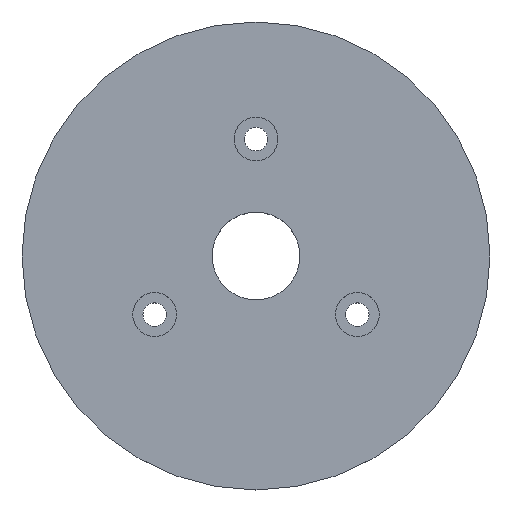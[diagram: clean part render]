
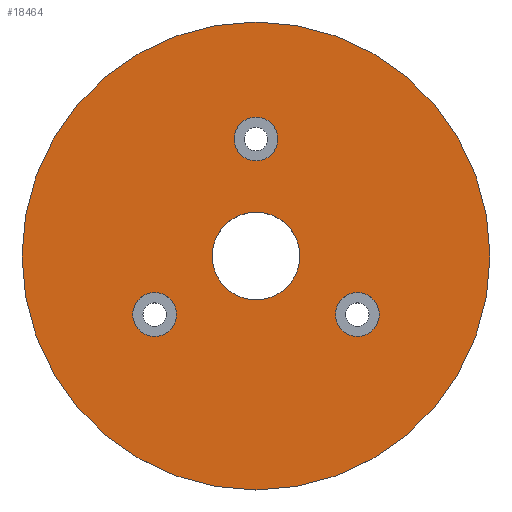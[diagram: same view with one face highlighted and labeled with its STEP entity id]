
A CAD part, top view. The second image highlights one B-rep face of the part: STEP entity #18464.
In plain terms, the highlighted planar face has unit normal (0, 0, 1).
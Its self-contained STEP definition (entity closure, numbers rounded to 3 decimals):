
#152 = AXIS2_PLACEMENT_3D ( 'NONE', #8727, #16242, #14545 ) ;
#497 = VERTEX_POINT ( 'NONE', #8363 ) ;
#553 = EDGE_CURVE ( 'NONE', #3706, #17369, #6892, .T. ) ;
#722 = DIRECTION ( 'NONE',  ( 0., 0., 1. ) ) ;
#780 = CIRCLE ( 'NONE', #8448, 3.75 ) ;
#1057 = DIRECTION ( 'NONE',  ( 0., 0., 1. ) ) ;
#1860 = CARTESIAN_POINT ( 'NONE',  ( 0., 0., 12.4 ) ) ;
#2269 = AXIS2_PLACEMENT_3D ( 'NONE', #1860, #7797, #12208 ) ;
#2722 = CIRCLE ( 'NONE', #152, 3.75 ) ;
#2771 = EDGE_CURVE ( 'NONE', #17369, #3706, #14546, .T. ) ;
#2957 = DIRECTION ( 'NONE',  ( 1., 0., 0. ) ) ;
#3235 = DIRECTION ( 'NONE',  ( 0., 0., 1. ) ) ;
#3301 = FACE_BOUND ( 'NONE', #10581, .T. ) ;
#3490 = CARTESIAN_POINT ( 'NONE',  ( 21.071, -10., 12.4 ) ) ;
#3706 = VERTEX_POINT ( 'NONE', #14661 ) ;
#3773 = CARTESIAN_POINT ( 'NONE',  ( 0., 0., 12.4 ) ) ;
#4035 = ORIENTED_EDGE ( 'NONE', *, *, #553, .F. ) ;
#4098 = EDGE_CURVE ( 'NONE', #7539, #14104, #2722, .T. ) ;
#4197 = CIRCLE ( 'NONE', #12529, 7.5 ) ;
#4358 = DIRECTION ( 'NONE',  ( 0., 0., 1. ) ) ;
#4415 = EDGE_CURVE ( 'NONE', #4495, #6621, #9470, .T. ) ;
#4416 = FACE_BOUND ( 'NONE', #10074, .T. ) ;
#4495 = VERTEX_POINT ( 'NONE', #13119 ) ;
#4514 = AXIS2_PLACEMENT_3D ( 'NONE', #18376, #3235, #18677 ) ;
#5012 = DIRECTION ( 'NONE',  ( 1., 0., 0. ) ) ;
#5186 = EDGE_LOOP ( 'NONE', ( #7935, #17242 ) ) ;
#5232 = ORIENTED_EDGE ( 'NONE', *, *, #4098, .F. ) ;
#5480 = ORIENTED_EDGE ( 'NONE', *, *, #15932, .T. ) ;
#5490 = DIRECTION ( 'NONE',  ( 1., 0., 0. ) ) ;
#5562 = DIRECTION ( 'NONE',  ( 1., 0., 0. ) ) ;
#6186 = EDGE_CURVE ( 'NONE', #8379, #497, #12410, .T. ) ;
#6198 = DIRECTION ( 'NONE',  ( 0., 0., 1. ) ) ;
#6247 = AXIS2_PLACEMENT_3D ( 'NONE', #8269, #722, #8072 ) ;
#6621 = VERTEX_POINT ( 'NONE', #6957 ) ;
#6624 = ORIENTED_EDGE ( 'NONE', *, *, #2771, .F. ) ;
#6648 = EDGE_LOOP ( 'NONE', ( #7734, #8170 ) ) ;
#6770 = CIRCLE ( 'NONE', #2269, 40. ) ;
#6892 = CIRCLE ( 'NONE', #6247, 3.75 ) ;
#6957 = CARTESIAN_POINT ( 'NONE',  ( 3.75, 20., 12.4 ) ) ;
#6981 = DIRECTION ( 'NONE',  ( 0., 0., 1. ) ) ;
#7318 = EDGE_CURVE ( 'NONE', #14104, #7539, #13172, .T. ) ;
#7539 = VERTEX_POINT ( 'NONE', #17944 ) ;
#7734 = ORIENTED_EDGE ( 'NONE', *, *, #10928, .F. ) ;
#7797 = DIRECTION ( 'NONE',  ( 0., 0., 1. ) ) ;
#7935 = ORIENTED_EDGE ( 'NONE', *, *, #6186, .F. ) ;
#8011 = AXIS2_PLACEMENT_3D ( 'NONE', #9436, #8027, #5012 ) ;
#8027 = DIRECTION ( 'NONE',  ( 0., 0., 1. ) ) ;
#8072 = DIRECTION ( 'NONE',  ( 1., 0., 0. ) ) ;
#8092 = EDGE_LOOP ( 'NONE', ( #16407, #5480 ) ) ;
#8170 = ORIENTED_EDGE ( 'NONE', *, *, #4415, .F. ) ;
#8269 = CARTESIAN_POINT ( 'NONE',  ( 17.321, -10., 12.4 ) ) ;
#8363 = CARTESIAN_POINT ( 'NONE',  ( -7.5, 0., 12.4 ) ) ;
#8379 = VERTEX_POINT ( 'NONE', #9065 ) ;
#8448 = AXIS2_PLACEMENT_3D ( 'NONE', #19706, #16689, #2957 ) ;
#8727 = CARTESIAN_POINT ( 'NONE',  ( -17.321, -10., 12.4 ) ) ;
#9034 = FACE_BOUND ( 'NONE', #6648, .T. ) ;
#9065 = CARTESIAN_POINT ( 'NONE',  ( 7.5, 0., 12.4 ) ) ;
#9420 = CARTESIAN_POINT ( 'NONE',  ( 0., 20., 12.4 ) ) ;
#9436 = CARTESIAN_POINT ( 'NONE',  ( 0., 0., 12.4 ) ) ;
#9470 = CIRCLE ( 'NONE', #18747, 3.75 ) ;
#9522 = DIRECTION ( 'NONE',  ( 1., 0., 0. ) ) ;
#10074 = EDGE_LOOP ( 'NONE', ( #16012, #5232 ) ) ;
#10196 = DIRECTION ( 'NONE',  ( 0., 0., 1. ) ) ;
#10212 = CARTESIAN_POINT ( 'NONE',  ( -40., 0., 12.4 ) ) ;
#10536 = FACE_BOUND ( 'NONE', #5186, .T. ) ;
#10581 = EDGE_LOOP ( 'NONE', ( #6624, #4035 ) ) ;
#10702 = CIRCLE ( 'NONE', #13267, 40. ) ;
#10805 = AXIS2_PLACEMENT_3D ( 'NONE', #11413, #10196, #13019 ) ;
#10928 = EDGE_CURVE ( 'NONE', #6621, #4495, #780, .T. ) ;
#11413 = CARTESIAN_POINT ( 'NONE',  ( 0., 0., 12.4 ) ) ;
#11648 = CARTESIAN_POINT ( 'NONE',  ( 40., 0., 12.4 ) ) ;
#11721 = CARTESIAN_POINT ( 'NONE',  ( 17.321, -10., 12.4 ) ) ;
#11734 = VERTEX_POINT ( 'NONE', #11648 ) ;
#12208 = DIRECTION ( 'NONE',  ( 1., 0., 0. ) ) ;
#12410 = CIRCLE ( 'NONE', #10805, 7.5 ) ;
#12529 = AXIS2_PLACEMENT_3D ( 'NONE', #3773, #6981, #13108 ) ;
#13019 = DIRECTION ( 'NONE',  ( 1., 0., 0. ) ) ;
#13108 = DIRECTION ( 'NONE',  ( 1., 0., 0. ) ) ;
#13119 = CARTESIAN_POINT ( 'NONE',  ( -3.75, 20., 12.4 ) ) ;
#13158 = CARTESIAN_POINT ( 'NONE',  ( -13.571, -10., 12.4 ) ) ;
#13172 = CIRCLE ( 'NONE', #4514, 3.75 ) ;
#13267 = AXIS2_PLACEMENT_3D ( 'NONE', #18087, #4358, #5562 ) ;
#14104 = VERTEX_POINT ( 'NONE', #13158 ) ;
#14545 = DIRECTION ( 'NONE',  ( 1., 0., 0. ) ) ;
#14546 = CIRCLE ( 'NONE', #18710, 3.75 ) ;
#14661 = CARTESIAN_POINT ( 'NONE',  ( 13.571, -10., 12.4 ) ) ;
#14965 = EDGE_CURVE ( 'NONE', #15742, #11734, #10702, .T. ) ;
#15742 = VERTEX_POINT ( 'NONE', #10212 ) ;
#15836 = PLANE ( 'NONE',  #8011 ) ;
#15932 = EDGE_CURVE ( 'NONE', #11734, #15742, #6770, .T. ) ;
#16012 = ORIENTED_EDGE ( 'NONE', *, *, #7318, .F. ) ;
#16158 = EDGE_CURVE ( 'NONE', #497, #8379, #4197, .T. ) ;
#16242 = DIRECTION ( 'NONE',  ( 0., 0., 1. ) ) ;
#16407 = ORIENTED_EDGE ( 'NONE', *, *, #14965, .T. ) ;
#16639 = FACE_OUTER_BOUND ( 'NONE', #8092, .T. ) ;
#16689 = DIRECTION ( 'NONE',  ( 0., 0., 1. ) ) ;
#17242 = ORIENTED_EDGE ( 'NONE', *, *, #16158, .F. ) ;
#17369 = VERTEX_POINT ( 'NONE', #3490 ) ;
#17944 = CARTESIAN_POINT ( 'NONE',  ( -21.071, -10., 12.4 ) ) ;
#18087 = CARTESIAN_POINT ( 'NONE',  ( 0., 0., 12.4 ) ) ;
#18376 = CARTESIAN_POINT ( 'NONE',  ( -17.321, -10., 12.4 ) ) ;
#18464 = ADVANCED_FACE ( 'NONE', ( #9034, #3301, #4416, #10536, #16639 ), #15836, .T. ) ;
#18677 = DIRECTION ( 'NONE',  ( 1., 0., 0. ) ) ;
#18710 = AXIS2_PLACEMENT_3D ( 'NONE', #11721, #1057, #5490 ) ;
#18747 = AXIS2_PLACEMENT_3D ( 'NONE', #9420, #6198, #9522 ) ;
#19706 = CARTESIAN_POINT ( 'NONE',  ( 0., 20., 12.4 ) ) ;
